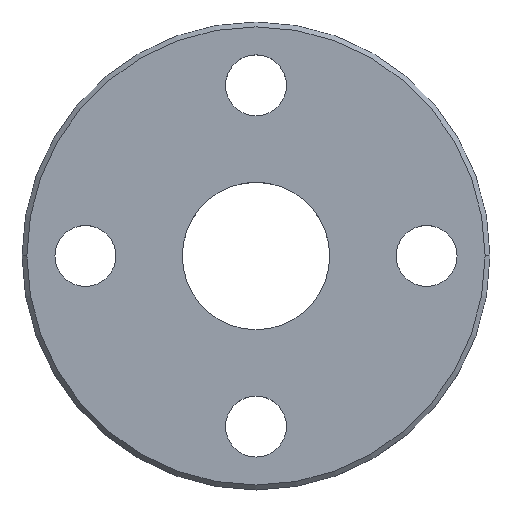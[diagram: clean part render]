
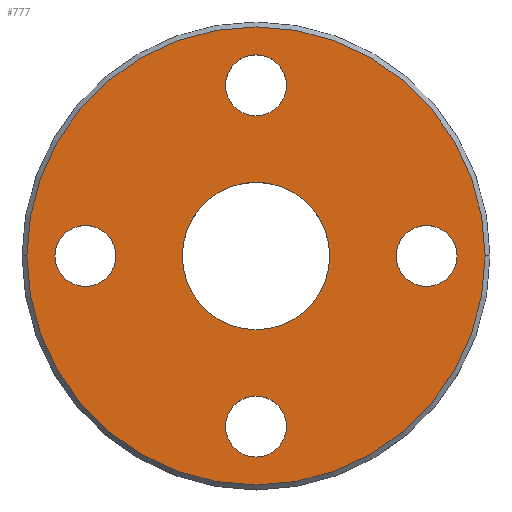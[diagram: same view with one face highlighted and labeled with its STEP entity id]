
A CAD part, top view. The second image highlights one B-rep face of the part: STEP entity #777.
In plain terms, the highlighted planar face has unit normal (0, 0, 1).
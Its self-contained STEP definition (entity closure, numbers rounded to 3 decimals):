
#243=CARTESIAN_POINT('',(-39.103,-19.9,11.476));
#244=DIRECTION('',(0.,0.,-1.));
#245=DIRECTION('',(1.,0.,0.));
#246=AXIS2_PLACEMENT_3D('',#243,#244,#245);
#248=CARTESIAN_POINT('',(-39.103,-19.9,11.476));
#249=DIRECTION('',(0.,0.,-1.));
#250=DIRECTION('',(0.,-1.,0.));
#251=AXIS2_PLACEMENT_3D('',#248,#249,#250);
#253=CARTESIAN_POINT('',(-39.103,-19.9,11.476));
#254=DIRECTION('',(0.,0.,-1.));
#255=DIRECTION('',(-1.,0.,0.));
#256=AXIS2_PLACEMENT_3D('',#253,#254,#255);
#258=CARTESIAN_POINT('',(-39.103,-19.9,11.476));
#259=DIRECTION('',(0.,0.,-1.));
#260=DIRECTION('',(0.,1.,0.));
#261=AXIS2_PLACEMENT_3D('',#258,#259,#260);
#263=CARTESIAN_POINT('',(-39.103,-26.9,11.476));
#264=DIRECTION('',(0.,0.,1.));
#265=DIRECTION('',(-1.,0.,0.));
#266=AXIS2_PLACEMENT_3D('',#263,#264,#265);
#268=CARTESIAN_POINT('',(-39.103,-26.9,11.476));
#269=DIRECTION('',(0.,0.,1.));
#270=DIRECTION('',(1.,0.,0.));
#271=AXIS2_PLACEMENT_3D('',#268,#269,#270);
#273=CARTESIAN_POINT('',(-32.103,-19.9,11.476));
#274=DIRECTION('',(0.,0.,1.));
#275=DIRECTION('',(0.,-1.,0.));
#276=AXIS2_PLACEMENT_3D('',#273,#274,#275);
#278=CARTESIAN_POINT('',(-32.103,-19.9,11.476));
#279=DIRECTION('',(0.,0.,1.));
#280=DIRECTION('',(0.,1.,0.));
#281=AXIS2_PLACEMENT_3D('',#278,#279,#280);
#283=CARTESIAN_POINT('',(-39.103,-12.9,11.476));
#284=DIRECTION('',(0.,0.,1.));
#285=DIRECTION('',(1.,0.,0.));
#286=AXIS2_PLACEMENT_3D('',#283,#284,#285);
#288=CARTESIAN_POINT('',(-39.103,-12.9,11.476));
#289=DIRECTION('',(0.,0.,1.));
#290=DIRECTION('',(-1.,0.,0.));
#291=AXIS2_PLACEMENT_3D('',#288,#289,#290);
#293=CARTESIAN_POINT('',(-39.103,-19.9,11.476));
#294=DIRECTION('',(0.,0.,1.));
#295=DIRECTION('',(1.,0.,0.));
#296=AXIS2_PLACEMENT_3D('',#293,#294,#295);
#298=CARTESIAN_POINT('',(-39.103,-19.9,11.476));
#299=DIRECTION('',(0.,0.,1.));
#300=DIRECTION('',(-1.,0.,0.));
#301=AXIS2_PLACEMENT_3D('',#298,#299,#300);
#303=CARTESIAN_POINT('',(-46.103,-19.9,11.476));
#304=DIRECTION('',(0.,0.,1.));
#305=DIRECTION('',(0.,1.,0.));
#306=AXIS2_PLACEMENT_3D('',#303,#304,#305);
#308=CARTESIAN_POINT('',(-46.103,-19.9,11.476));
#309=DIRECTION('',(0.,0.,1.));
#310=DIRECTION('',(0.,-1.,0.));
#311=AXIS2_PLACEMENT_3D('',#308,#309,#310);
#383=CARTESIAN_POINT('',(-42.128,-19.9,11.476));
#384=VERTEX_POINT('',#383);
#385=CARTESIAN_POINT('',(-36.078,-19.9,11.476));
#386=VERTEX_POINT('',#385);
#405=CARTESIAN_POINT('',(-29.703,-19.9,11.476));
#406=CARTESIAN_POINT('',(-39.103,-29.3,11.476));
#407=VERTEX_POINT('',#405);
#408=VERTEX_POINT('',#406);
#409=CARTESIAN_POINT('',(-48.503,-19.9,11.476));
#410=VERTEX_POINT('',#409);
#411=CARTESIAN_POINT('',(-39.103,-10.5,11.476));
#412=VERTEX_POINT('',#411);
#413=CARTESIAN_POINT('',(-40.353,-26.9,11.476));
#414=CARTESIAN_POINT('',(-37.853,-26.9,11.476));
#415=VERTEX_POINT('',#413);
#416=VERTEX_POINT('',#414);
#417=CARTESIAN_POINT('',(-32.103,-21.15,11.476));
#418=CARTESIAN_POINT('',(-32.103,-18.65,11.476));
#419=VERTEX_POINT('',#417);
#420=VERTEX_POINT('',#418);
#421=CARTESIAN_POINT('',(-37.853,-12.9,11.476));
#422=CARTESIAN_POINT('',(-40.353,-12.9,11.476));
#423=VERTEX_POINT('',#421);
#424=VERTEX_POINT('',#422);
#425=CARTESIAN_POINT('',(-46.103,-18.65,11.476));
#426=CARTESIAN_POINT('',(-46.103,-21.15,11.476));
#427=VERTEX_POINT('',#425);
#428=VERTEX_POINT('',#426);
#735=CARTESIAN_POINT('',(-28.104,-19.9,11.476));
#736=DIRECTION('',(0.,0.,-1.));
#737=DIRECTION('',(1.,0.,0.));
#738=AXIS2_PLACEMENT_3D('',#735,#736,#737);
#739=PLANE('',#738);
#741=ORIENTED_EDGE('',*,*,#740,.T.);
#743=ORIENTED_EDGE('',*,*,#742,.T.);
#744=ORIENTED_EDGE('',*,*,#724,.T.);
#745=ORIENTED_EDGE('',*,*,#722,.T.);
#746=EDGE_LOOP('',(#741,#743,#744,#745));
#747=FACE_OUTER_BOUND('',#746,.F.);
#749=ORIENTED_EDGE('',*,*,#748,.T.);
#751=ORIENTED_EDGE('',*,*,#750,.T.);
#752=EDGE_LOOP('',(#749,#751));
#753=FACE_BOUND('',#752,.F.);
#755=ORIENTED_EDGE('',*,*,#754,.T.);
#757=ORIENTED_EDGE('',*,*,#756,.T.);
#758=EDGE_LOOP('',(#755,#757));
#759=FACE_BOUND('',#758,.F.);
#761=ORIENTED_EDGE('',*,*,#760,.T.);
#763=ORIENTED_EDGE('',*,*,#762,.T.);
#764=EDGE_LOOP('',(#761,#763));
#765=FACE_BOUND('',#764,.F.);
#766=ORIENTED_EDGE('',*,*,#492,.T.);
#768=ORIENTED_EDGE('',*,*,#767,.T.);
#769=EDGE_LOOP('',(#766,#768));
#770=FACE_BOUND('',#769,.F.);
#772=ORIENTED_EDGE('',*,*,#771,.T.);
#774=ORIENTED_EDGE('',*,*,#773,.T.);
#775=EDGE_LOOP('',(#772,#774));
#776=FACE_BOUND('',#775,.F.);
#247=CIRCLE('',#246,9.4);
#252=CIRCLE('',#251,9.4);
#257=CIRCLE('',#256,9.4);
#262=CIRCLE('',#261,9.4);
#267=CIRCLE('',#266,1.25);
#272=CIRCLE('',#271,1.25);
#277=CIRCLE('',#276,1.25);
#282=CIRCLE('',#281,1.25);
#287=CIRCLE('',#286,1.25);
#292=CIRCLE('',#291,1.25);
#297=CIRCLE('',#296,3.025);
#302=CIRCLE('',#301,3.025);
#307=CIRCLE('',#306,1.25);
#312=CIRCLE('',#311,1.25);
#492=EDGE_CURVE('',#386,#384,#297,.T.);
#722=EDGE_CURVE('',#412,#407,#262,.T.);
#724=EDGE_CURVE('',#410,#412,#257,.T.);
#740=EDGE_CURVE('',#407,#408,#247,.T.);
#742=EDGE_CURVE('',#408,#410,#252,.T.);
#748=EDGE_CURVE('',#415,#416,#267,.T.);
#750=EDGE_CURVE('',#416,#415,#272,.T.);
#754=EDGE_CURVE('',#419,#420,#277,.T.);
#756=EDGE_CURVE('',#420,#419,#282,.T.);
#760=EDGE_CURVE('',#423,#424,#287,.T.);
#762=EDGE_CURVE('',#424,#423,#292,.T.);
#767=EDGE_CURVE('',#384,#386,#302,.T.);
#771=EDGE_CURVE('',#427,#428,#307,.T.);
#773=EDGE_CURVE('',#428,#427,#312,.T.);
#777=ADVANCED_FACE('',(#747,#753,#759,#765,#770,#776),#739,.F.);
